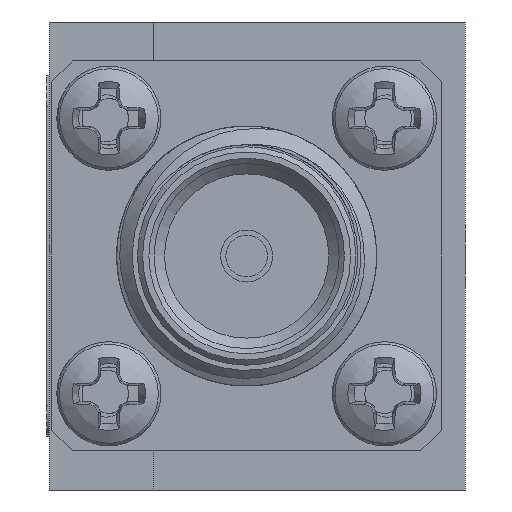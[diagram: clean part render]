
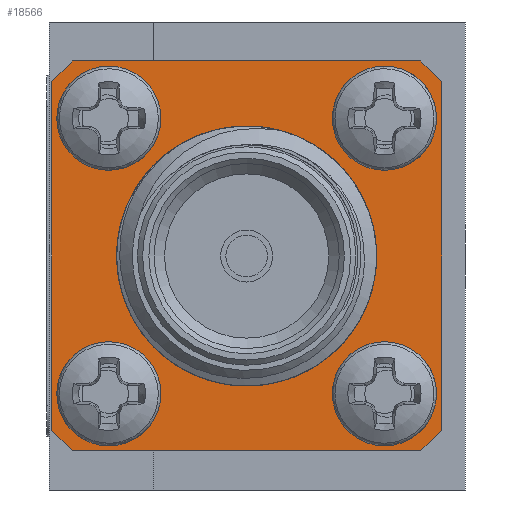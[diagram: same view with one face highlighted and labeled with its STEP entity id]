
A CAD part, left-side view. The second image highlights one B-rep face of the part: STEP entity #18566.
In plain terms, the highlighted planar face has unit normal (-1, 0, 0).
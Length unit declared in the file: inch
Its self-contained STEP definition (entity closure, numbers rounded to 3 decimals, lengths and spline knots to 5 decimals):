
#103 = VECTOR ( 'NONE', #14790, 39.37008 ) ;
#168 = FACE_BOUND ( 'NONE', #3167, .T. ) ;
#206 = DIRECTION ( 'NONE',  ( 1., 0., 0. ) ) ;
#1135 = DIRECTION ( 'NONE',  ( 1., 0., 0. ) ) ;
#1344 = VERTEX_POINT ( 'NONE', #5395 ) ;
#1923 = LINE ( 'NONE', #26306, #103 ) ;
#1927 = EDGE_CURVE ( 'NONE', #14314, #27738, #2082, .T. ) ;
#2050 = VECTOR ( 'NONE', #21807, 39.37008 ) ;
#2082 = LINE ( 'NONE', #8803, #2050 ) ;
#2175 = CARTESIAN_POINT ( 'NONE',  ( -0.845, 0.1975, 0.1675 ) ) ;
#2407 = CARTESIAN_POINT ( 'NONE',  ( -0.845, 0.1425, -0.18094 ) ) ;
#2576 = EDGE_CURVE ( 'NONE', #6157, #6157, #12113, .T. ) ;
#2606 = FACE_BOUND ( 'NONE', #3489, .T. ) ;
#3040 = VERTEX_POINT ( 'NONE', #24016 ) ;
#3167 = EDGE_LOOP ( 'NONE', ( #16914 ) ) ;
#3489 = EDGE_LOOP ( 'NONE', ( #25722 ) ) ;
#3542 = CARTESIAN_POINT ( 'NONE',  ( -0.845, 0.1975, 0.1675 ) ) ;
#3849 = CARTESIAN_POINT ( 'NONE',  ( -0.845, -0.1775, -0.1875 ) ) ;
#4475 = DIRECTION ( 'NONE',  ( 0., 1., 0. ) ) ;
#4702 = EDGE_LOOP ( 'NONE', ( #14748 ) ) ;
#5395 = CARTESIAN_POINT ( 'NONE',  ( -0.845, -0.1575, 0.1875 ) ) ;
#5563 = LINE ( 'NONE', #3542, #6176 ) ;
#6009 = CIRCLE ( 'NONE', #24222, 0.04847 ) ;
#6157 = VERTEX_POINT ( 'NONE', #18585 ) ;
#6176 = VECTOR ( 'NONE', #16254, 39.37008 ) ;
#6360 = DIRECTION ( 'NONE',  ( 1., 0., 0. ) ) ;
#6571 = VERTEX_POINT ( 'NONE', #2407 ) ;
#6839 = EDGE_CURVE ( 'NONE', #7441, #22653, #18322, .T. ) ;
#6867 = ORIENTED_EDGE ( 'NONE', *, *, #20674, .T. ) ;
#7144 = CARTESIAN_POINT ( 'NONE',  ( -0.845, -0.1225, 0.13247 ) ) ;
#7271 = VECTOR ( 'NONE', #21002, 39.37008 ) ;
#7441 = VERTEX_POINT ( 'NONE', #13021 ) ;
#7571 = CARTESIAN_POINT ( 'NONE',  ( -0.845, -0.1225, -0.18094 ) ) ;
#7851 = VERTEX_POINT ( 'NONE', #7571 ) ;
#7872 = LINE ( 'NONE', #3849, #7271 ) ;
#8008 = DIRECTION ( 'NONE',  ( 1., 0., 0. ) ) ;
#8014 = EDGE_CURVE ( 'NONE', #6571, #6571, #16355, .T. ) ;
#8803 = CARTESIAN_POINT ( 'NONE',  ( -0.845, 0.1975, -0.1875 ) ) ;
#9045 = FACE_BOUND ( 'NONE', #28275, .T. ) ;
#9097 = EDGE_CURVE ( 'NONE', #15121, #15121, #18187, .T. ) ;
#9116 = CARTESIAN_POINT ( 'NONE',  ( -0.845, 0.1775, -0.1875 ) ) ;
#9189 = VECTOR ( 'NONE', #26857, 39.37008 ) ;
#9388 = AXIS2_PLACEMENT_3D ( 'NONE', #26192, #6360, #17469 ) ;
#9571 = CARTESIAN_POINT ( 'NONE',  ( -0.845, 0.1775, -0.1875 ) ) ;
#9668 = EDGE_CURVE ( 'NONE', #22653, #16722, #7872, .T. ) ;
#9892 = ORIENTED_EDGE ( 'NONE', *, *, #27953, .T. ) ;
#9958 = DIRECTION ( 'NONE',  ( 0., -0.707, 0.707 ) ) ;
#10445 = EDGE_LOOP ( 'NONE', ( #20715, #22612, #28268, #9892, #26587, #26007, #22459, #10734 ) ) ;
#10734 = ORIENTED_EDGE ( 'NONE', *, *, #25145, .T. ) ;
#10959 = AXIS2_PLACEMENT_3D ( 'NONE', #27010, #19890, #4475 ) ;
#11801 = CARTESIAN_POINT ( 'NONE',  ( -0.845, 0.1975, -0.1675 ) ) ;
#12113 = CIRCLE ( 'NONE', #9388, 0.11 ) ;
#12383 = VECTOR ( 'NONE', #23413, 39.37008 ) ;
#13021 = CARTESIAN_POINT ( 'NONE',  ( -0.845, -0.1575, -0.1875 ) ) ;
#13069 = CARTESIAN_POINT ( 'NONE',  ( -0.845, 0.1425, -0.13247 ) ) ;
#13430 = CARTESIAN_POINT ( 'NONE',  ( -0.845, -0.1775, 0.1875 ) ) ;
#13516 = EDGE_CURVE ( 'NONE', #3040, #14314, #5563, .T. ) ;
#13566 = LINE ( 'NONE', #9571, #9189 ) ;
#13661 = DIRECTION ( 'NONE',  ( 1., 0., 0. ) ) ;
#14046 = CARTESIAN_POINT ( 'NONE',  ( -0.845, -0.1775, -0.1675 ) ) ;
#14314 = VERTEX_POINT ( 'NONE', #2175 ) ;
#14748 = ORIENTED_EDGE ( 'NONE', *, *, #8014, .T. ) ;
#14790 = DIRECTION ( 'NONE',  ( 0., 0.707, 0.707 ) ) ;
#14871 = VERTEX_POINT ( 'NONE', #9116 ) ;
#15110 = DIRECTION ( 'NONE',  ( 0., 0., -1. ) ) ;
#15121 = VERTEX_POINT ( 'NONE', #28128 ) ;
#15167 = CARTESIAN_POINT ( 'NONE',  ( -0.845, -0.1775, 0.1675 ) ) ;
#15233 = CARTESIAN_POINT ( 'NONE',  ( -0.845, -0.1775, -0.1875 ) ) ;
#15543 = VERTEX_POINT ( 'NONE', #15972 ) ;
#15555 = CIRCLE ( 'NONE', #18884, 0.04847 ) ;
#15556 = LINE ( 'NONE', #13430, #16040 ) ;
#15972 = CARTESIAN_POINT ( 'NONE',  ( -0.845, -0.1225, 0.084 ) ) ;
#16040 = VECTOR ( 'NONE', #22151, 39.37008 ) ;
#16254 = DIRECTION ( 'NONE',  ( 0., 0.707, -0.707 ) ) ;
#16355 = CIRCLE ( 'NONE', #20931, 0.04847 ) ;
#16722 = VERTEX_POINT ( 'NONE', #15167 ) ;
#16914 = ORIENTED_EDGE ( 'NONE', *, *, #2576, .T. ) ;
#17273 = AXIS2_PLACEMENT_3D ( 'NONE', #21697, #8008, #15110 ) ;
#17469 = DIRECTION ( 'NONE',  ( 0., 0., -1. ) ) ;
#17886 = FACE_BOUND ( 'NONE', #27137, .T. ) ;
#18187 = CIRCLE ( 'NONE', #17273, 0.04847 ) ;
#18322 = LINE ( 'NONE', #14046, #23184 ) ;
#18566 = ADVANCED_FACE ( 'NONE', ( #24037, #168, #2606, #21904, #17886, #9045 ), #22724, .F. ) ;
#18585 = CARTESIAN_POINT ( 'NONE',  ( -0.845, 0.01, -0.11 ) ) ;
#18749 = CARTESIAN_POINT ( 'NONE',  ( -0.845, -0.1775, -0.1675 ) ) ;
#18884 = AXIS2_PLACEMENT_3D ( 'NONE', #24656, #13661, #22667 ) ;
#19308 = ORIENTED_EDGE ( 'NONE', *, *, #9097, .T. ) ;
#19890 = DIRECTION ( 'NONE',  ( 1., 0., 0. ) ) ;
#20674 = EDGE_CURVE ( 'NONE', #15543, #15543, #6009, .T. ) ;
#20715 = ORIENTED_EDGE ( 'NONE', *, *, #25509, .T. ) ;
#20931 = AXIS2_PLACEMENT_3D ( 'NONE', #13069, #206, #28206 ) ;
#21002 = DIRECTION ( 'NONE',  ( 0., 0., 1. ) ) ;
#21473 = EDGE_CURVE ( 'NONE', #1344, #3040, #15556, .T. ) ;
#21697 = CARTESIAN_POINT ( 'NONE',  ( -0.845, 0.1425, 0.13247 ) ) ;
#21807 = DIRECTION ( 'NONE',  ( 0., 0., -1. ) ) ;
#21904 = FACE_BOUND ( 'NONE', #4702, .T. ) ;
#22151 = DIRECTION ( 'NONE',  ( 0., 1., 0. ) ) ;
#22459 = ORIENTED_EDGE ( 'NONE', *, *, #1927, .T. ) ;
#22612 = ORIENTED_EDGE ( 'NONE', *, *, #6839, .T. ) ;
#22653 = VERTEX_POINT ( 'NONE', #18749 ) ;
#22667 = DIRECTION ( 'NONE',  ( 0., 0., -1. ) ) ;
#22724 = PLANE ( 'NONE',  #10959 ) ;
#23184 = VECTOR ( 'NONE', #9958, 39.37008 ) ;
#23259 = EDGE_CURVE ( 'NONE', #7851, #7851, #15555, .T. ) ;
#23413 = DIRECTION ( 'NONE',  ( 0., -1., 0. ) ) ;
#23683 = LINE ( 'NONE', #15233, #12383 ) ;
#24016 = CARTESIAN_POINT ( 'NONE',  ( -0.845, 0.1775, 0.1875 ) ) ;
#24037 = FACE_OUTER_BOUND ( 'NONE', #10445, .T. ) ;
#24222 = AXIS2_PLACEMENT_3D ( 'NONE', #7144, #1135, #27000 ) ;
#24656 = CARTESIAN_POINT ( 'NONE',  ( -0.845, -0.1225, -0.13247 ) ) ;
#25145 = EDGE_CURVE ( 'NONE', #27738, #14871, #13566, .T. ) ;
#25509 = EDGE_CURVE ( 'NONE', #14871, #7441, #23683, .T. ) ;
#25722 = ORIENTED_EDGE ( 'NONE', *, *, #23259, .T. ) ;
#26007 = ORIENTED_EDGE ( 'NONE', *, *, #13516, .T. ) ;
#26192 = CARTESIAN_POINT ( 'NONE',  ( -0.845, 0.01, 0. ) ) ;
#26306 = CARTESIAN_POINT ( 'NONE',  ( -0.845, -0.1575, 0.1875 ) ) ;
#26587 = ORIENTED_EDGE ( 'NONE', *, *, #21473, .T. ) ;
#26857 = DIRECTION ( 'NONE',  ( 0., -0.707, -0.707 ) ) ;
#27000 = DIRECTION ( 'NONE',  ( 0., 0., -1. ) ) ;
#27010 = CARTESIAN_POINT ( 'NONE',  ( -0.845, 0.01, 0. ) ) ;
#27137 = EDGE_LOOP ( 'NONE', ( #6867 ) ) ;
#27738 = VERTEX_POINT ( 'NONE', #11801 ) ;
#27953 = EDGE_CURVE ( 'NONE', #16722, #1344, #1923, .T. ) ;
#28128 = CARTESIAN_POINT ( 'NONE',  ( -0.845, 0.1425, 0.084 ) ) ;
#28206 = DIRECTION ( 'NONE',  ( 0., 0., -1. ) ) ;
#28268 = ORIENTED_EDGE ( 'NONE', *, *, #9668, .T. ) ;
#28275 = EDGE_LOOP ( 'NONE', ( #19308 ) ) ;
